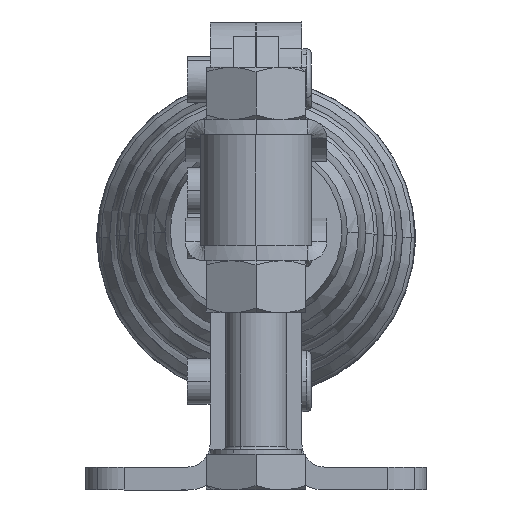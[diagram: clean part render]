
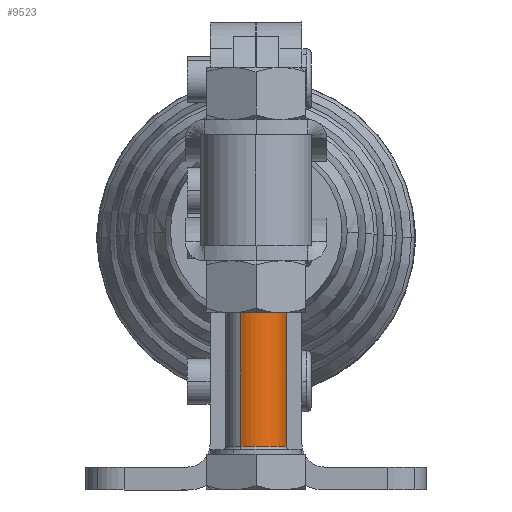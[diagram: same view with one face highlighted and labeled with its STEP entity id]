
A CAD part, left-side view. The second image highlights one B-rep face of the part: STEP entity #9523.
In plain terms, the highlighted cylindrical face has radius 4 mm (diameter 8 mm), a partial arc.
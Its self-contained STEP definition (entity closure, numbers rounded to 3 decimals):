
#1872=CARTESIAN_POINT('',(15.315,-68.27,-9.934));
#1873=VERTEX_POINT('',#1872);
#1882=CARTESIAN_POINT('',(22.244,-68.27,-9.934));
#1883=VERTEX_POINT('',#1882);
#1884=CARTESIAN_POINT('',(18.78,-66.27,-9.934));
#1885=DIRECTION('',(0.,0.,-1.));
#1886=DIRECTION('',(-0.866,0.5,0.));
#1887=AXIS2_PLACEMENT_3D('',#1884,#1885,#1886);
#1888=CIRCLE('',#1887,4.0);
#1889=EDGE_CURVE('',#1883,#1873,#1888,.T.);
#9483=CARTESIAN_POINT('',(18.78,-66.27,-28.246));
#9484=DIRECTION('',(0.,0.,1.0));
#9485=DIRECTION('',(-0.866,0.5,0.));
#9486=AXIS2_PLACEMENT_3D('',#9483,#9484,#9485);
#9487=CYLINDRICAL_SURFACE('',#9486,4.0);
#9488=CARTESIAN_POINT('',(15.315,-64.27,-27.846));
#9489=VERTEX_POINT('',#9488);
#9490=CARTESIAN_POINT('',(15.315,-64.27,-9.934));
#9491=VERTEX_POINT('',#9490);
#9492=CARTESIAN_POINT('',(15.315,-64.27,-27.846));
#9493=DIRECTION('',(0.0,0.0,1.0));
#9494=VECTOR('',#9493,17.912);
#9495=LINE('',#9492,#9494);
#9496=EDGE_CURVE('',#9489,#9491,#9495,.T.);
#9497=ORIENTED_EDGE('',*,*,#9496,.F.);
#9498=CARTESIAN_POINT('',(22.244,-68.27,-27.846));
#9499=VERTEX_POINT('',#9498);
#9500=CARTESIAN_POINT('',(18.78,-66.27,-27.846));
#9501=DIRECTION('',(0.,0.,-1.));
#9502=DIRECTION('',(-0.866,0.5,0.));
#9503=AXIS2_PLACEMENT_3D('',#9500,#9501,#9502);
#9504=CIRCLE('',#9503,4.0);
#9505=EDGE_CURVE('',#9499,#9489,#9504,.T.);
#9506=ORIENTED_EDGE('',*,*,#9505,.F.);
#9507=CARTESIAN_POINT('',(22.244,-68.27,-9.934));
#9508=DIRECTION('',(0.0,0.0,-1.0));
#9509=VECTOR('',#9508,17.912);
#9510=LINE('',#9507,#9509);
#9511=EDGE_CURVE('',#1883,#9499,#9510,.T.);
#9512=ORIENTED_EDGE('',*,*,#9511,.F.);
#9513=ORIENTED_EDGE('',*,*,#1889,.T.);
#9514=CARTESIAN_POINT('',(18.78,-66.27,-9.934));
#9515=DIRECTION('',(0.,0.,-1.));
#9516=DIRECTION('',(-0.866,0.5,0.));
#9517=AXIS2_PLACEMENT_3D('',#9514,#9515,#9516);
#9518=CIRCLE('',#9517,4.0);
#9519=EDGE_CURVE('',#1873,#9491,#9518,.T.);
#9520=ORIENTED_EDGE('',*,*,#9519,.T.);
#9521=EDGE_LOOP('',(#9497,#9506,#9512,#9513,#9520));
#9522=FACE_OUTER_BOUND('',#9521,.T.);
#9523=ADVANCED_FACE('',(#9522),#9487,.T.);
